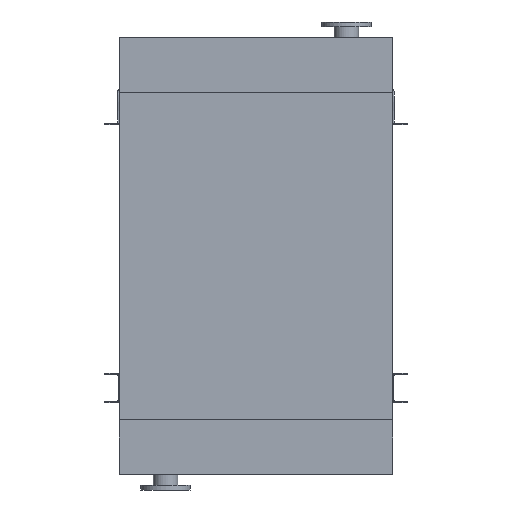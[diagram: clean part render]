
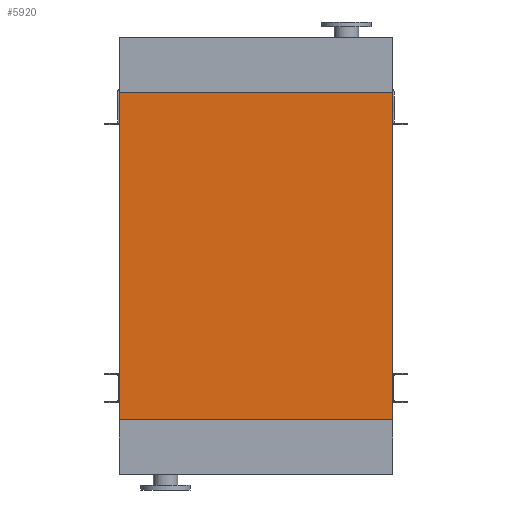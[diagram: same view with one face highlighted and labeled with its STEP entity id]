
A CAD part, front view. The second image highlights one B-rep face of the part: STEP entity #5920.
In plain terms, the highlighted planar face has unit normal (0, -1, 0).
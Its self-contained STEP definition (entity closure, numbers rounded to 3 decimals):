
#199 = FACE_OUTER_BOUND ( 'NONE', #3545, .T. ) ;
#372 = LINE ( 'NONE', #499, #6215 ) ;
#419 = EDGE_CURVE ( 'NONE', #6012, #10770, #5297, .T. ) ;
#499 = CARTESIAN_POINT ( 'NONE',  ( -605., 0., -1450. ) ) ;
#784 = LINE ( 'NONE', #3974, #9745 ) ;
#1413 = ORIENTED_EDGE ( 'NONE', *, *, #3379, .F. ) ;
#1774 = LINE ( 'NONE', #5824, #12697 ) ;
#2058 = DIRECTION ( 'NONE',  ( 0., 0., -1. ) ) ;
#3034 = ORIENTED_EDGE ( 'NONE', *, *, #12347, .T. ) ;
#3055 = DIRECTION ( 'NONE',  ( 0., -1., 0. ) ) ;
#3253 = PLANE ( 'NONE',  #6391 ) ;
#3379 = EDGE_CURVE ( 'NONE', #10796, #11148, #784, .T. ) ;
#3545 = EDGE_LOOP ( 'NONE', ( #1413, #9849, #4398, #3034 ) ) ;
#3974 = CARTESIAN_POINT ( 'NONE',  ( -605., 0., 0. ) ) ;
#4391 = CARTESIAN_POINT ( 'NONE',  ( -605., 0., -1450. ) ) ;
#4398 = ORIENTED_EDGE ( 'NONE', *, *, #419, .T. ) ;
#4746 = VECTOR ( 'NONE', #6505, 1000. ) ;
#5297 = LINE ( 'NONE', #10534, #4746 ) ;
#5824 = CARTESIAN_POINT ( 'NONE',  ( 605., 0., -1450. ) ) ;
#5920 = ADVANCED_FACE ( 'NONE', ( #199 ), #3253, .T. ) ;
#6012 = VERTEX_POINT ( 'NONE', #4391 ) ;
#6215 = VECTOR ( 'NONE', #11711, 1000. ) ;
#6391 = AXIS2_PLACEMENT_3D ( 'NONE', #9066, #3055, #2058 ) ;
#6505 = DIRECTION ( 'NONE',  ( 1., 0., 0. ) ) ;
#6774 = DIRECTION ( 'NONE',  ( 1., 0., 0. ) ) ;
#6853 = CARTESIAN_POINT ( 'NONE',  ( -605., 0., 0. ) ) ;
#7098 = CARTESIAN_POINT ( 'NONE',  ( 605., 0., 0. ) ) ;
#7799 = CARTESIAN_POINT ( 'NONE',  ( 605., 0., -1450. ) ) ;
#8212 = EDGE_CURVE ( 'NONE', #6012, #10796, #372, .T. ) ;
#9066 = CARTESIAN_POINT ( 'NONE',  ( -605., 0., -1450. ) ) ;
#9745 = VECTOR ( 'NONE', #6774, 1000. ) ;
#9849 = ORIENTED_EDGE ( 'NONE', *, *, #8212, .F. ) ;
#10534 = CARTESIAN_POINT ( 'NONE',  ( -605., 0., -1450. ) ) ;
#10770 = VERTEX_POINT ( 'NONE', #7799 ) ;
#10796 = VERTEX_POINT ( 'NONE', #6853 ) ;
#11148 = VERTEX_POINT ( 'NONE', #7098 ) ;
#11711 = DIRECTION ( 'NONE',  ( 0., 0., 1. ) ) ;
#11723 = DIRECTION ( 'NONE',  ( 0., 0., 1. ) ) ;
#12347 = EDGE_CURVE ( 'NONE', #10770, #11148, #1774, .T. ) ;
#12697 = VECTOR ( 'NONE', #11723, 1000. ) ;
